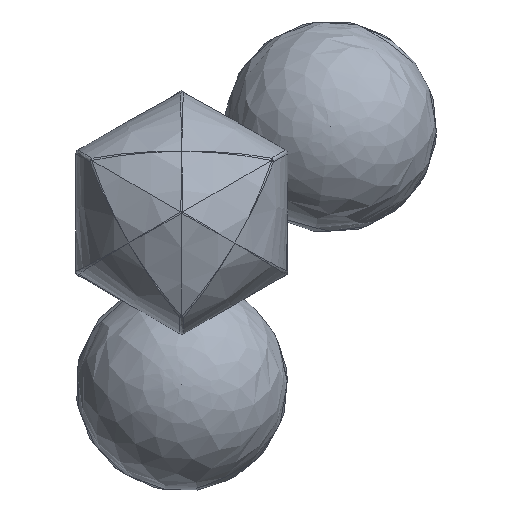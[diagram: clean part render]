
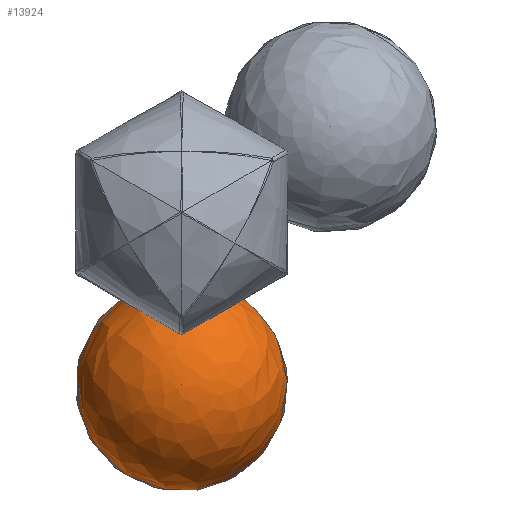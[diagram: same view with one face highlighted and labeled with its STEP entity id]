
A CAD part, top view. The second image highlights one B-rep face of the part: STEP entity #13924.
In plain terms, the highlighted free-form (B-spline) face has degree [2, 2] with [9, 5] control points.
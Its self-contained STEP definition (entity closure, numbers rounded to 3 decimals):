
#4230 = VERTEX_POINT('',#4231);
#4231 = CARTESIAN_POINT('',(0.,-128.868,
    -100.597));
#10254 = VERTEX_POINT('',#10255);
#10255 = CARTESIAN_POINT('',(0.,-128.868,
    100.597));
#12119 = EDGE_CURVE('',#4230,#12120,#12122,.T.);
#12120 = VERTEX_POINT('',#12121);
#12121 = CARTESIAN_POINT('',(-61.603,-93.301,
    0.));
#12122 = ( BOUNDED_CURVE() B_SPLINE_CURVE(2,(#12123,#12124,#12125),
.UNSPECIFIED.,.F.,.F.) B_SPLINE_CURVE_WITH_KNOTS((3,3),(199.471,
270.),.PIECEWISE_BEZIER_KNOTS.) CURVE() GEOMETRIC_REPRESENTATION_ITEM() 
RATIONAL_B_SPLINE_CURVE((1.,0.816,1.)) REPRESENTATION_ITEM('') 
  );
#12123 = CARTESIAN_POINT('',(0.,-128.868,
    -100.597));
#12124 = CARTESIAN_POINT('',(-61.603,-93.301,
    -75.447));
#12125 = CARTESIAN_POINT('',(-61.603,-93.301,
    0.));
#12127 = EDGE_CURVE('',#12120,#10254,#12128,.T.);
#12128 = ( BOUNDED_CURVE() B_SPLINE_CURVE(2,(#12129,#12130,#12131),
.UNSPECIFIED.,.F.,.F.) B_SPLINE_CURVE_WITH_KNOTS((3,3),(270.,
340.529),.PIECEWISE_BEZIER_KNOTS.) CURVE() 
GEOMETRIC_REPRESENTATION_ITEM() RATIONAL_B_SPLINE_CURVE((1.,
0.816,1.)) REPRESENTATION_ITEM('') );
#12129 = CARTESIAN_POINT('',(-61.603,-93.301,
    0.));
#12130 = CARTESIAN_POINT('',(-61.603,-93.301,
    75.447));
#12131 = CARTESIAN_POINT('',(0.,-128.868,
    100.597));
#13924 = ADVANCED_FACE('',(#13925),#13955,.T.);
#13925 = FACE_BOUND('',#13926,.T.);
#13926 = EDGE_LOOP('',(#13927,#13935,#13936,#13944,#13945,#13946,#13954)
  );
#13927 = ORIENTED_EDGE('',*,*,#13928,.T.);
#13928 = EDGE_CURVE('',#12120,#13929,#13931,.T.);
#13929 = VERTEX_POINT('',#13930);
#13930 = CARTESIAN_POINT('',(0.,-200.,123.205)
  );
#13931 = ( BOUNDED_CURVE() B_SPLINE_CURVE(2,(#13932,#13933,#13934),
.UNSPECIFIED.,.F.,.F.) B_SPLINE_CURVE_WITH_KNOTS((3,3),(0.5,1.),
.PIECEWISE_BEZIER_KNOTS.) CURVE() GEOMETRIC_REPRESENTATION_ITEM() 
RATIONAL_B_SPLINE_CURVE((1.,0.707,1.)) REPRESENTATION_ITEM('') 
  );
#13932 = CARTESIAN_POINT('',(-61.603,-93.301,
    0.));
#13933 = CARTESIAN_POINT('',(-61.603,-93.301,
    123.205));
#13934 = CARTESIAN_POINT('',(0.,-200.,123.205)
  );
#13935 = ORIENTED_EDGE('',*,*,#13928,.F.);
#13936 = ORIENTED_EDGE('',*,*,#13937,.F.);
#13937 = EDGE_CURVE('',#13938,#12120,#13940,.T.);
#13938 = VERTEX_POINT('',#13939);
#13939 = CARTESIAN_POINT('',(0.,-200.,-123.205)
  );
#13940 = ( BOUNDED_CURVE() B_SPLINE_CURVE(2,(#13941,#13942,#13943),
.UNSPECIFIED.,.F.,.F.) B_SPLINE_CURVE_WITH_KNOTS((3,3),(0.,0.5),
.PIECEWISE_BEZIER_KNOTS.) CURVE() GEOMETRIC_REPRESENTATION_ITEM() 
RATIONAL_B_SPLINE_CURVE((1.,0.707,1.)) REPRESENTATION_ITEM('') 
  );
#13941 = CARTESIAN_POINT('',(0.,-200.,-123.205)
  );
#13942 = CARTESIAN_POINT('',(-61.603,-93.301,
    -123.205));
#13943 = CARTESIAN_POINT('',(-61.603,-93.301,
    0.));
#13944 = ORIENTED_EDGE('',*,*,#13937,.T.);
#13945 = ORIENTED_EDGE('',*,*,#12119,.F.);
#13946 = ORIENTED_EDGE('',*,*,#13947,.T.);
#13947 = EDGE_CURVE('',#4230,#10254,#13948,.T.);
#13948 = ( BOUNDED_CURVE() B_SPLINE_CURVE(2,(#13949,#13950,#13951,#13952
,#13953),.UNSPECIFIED.,.F.,.F.) B_SPLINE_CURVE_WITH_KNOTS((3,2,3),(
199.471,270.,340.529),.PIECEWISE_BEZIER_KNOTS.) CURVE() 
GEOMETRIC_REPRESENTATION_ITEM() RATIONAL_B_SPLINE_CURVE((1.,
0.816,1.,0.816,1.)) REPRESENTATION_ITEM('') );
#13949 = CARTESIAN_POINT('',(0.,-128.868,
    -100.597));
#13950 = CARTESIAN_POINT('',(61.603,-93.301,
    -75.447));
#13951 = CARTESIAN_POINT('',(61.603,-93.301,
    0.));
#13952 = CARTESIAN_POINT('',(61.603,-93.301,
    75.447));
#13953 = CARTESIAN_POINT('',(0.,-128.868,
    100.597));
#13954 = ORIENTED_EDGE('',*,*,#12127,.F.);
#13955 = ( BOUNDED_SURFACE() B_SPLINE_SURFACE(2,2,(
    (#13956,#13957,#13958,#13959,#13960)
    ,(#13961,#13962,#13963,#13964,#13965)
    ,(#13966,#13967,#13968,#13969,#13970)
    ,(#13971,#13972,#13973,#13974,#13975)
    ,(#13976,#13977,#13978,#13979,#13980)
    ,(#13981,#13982,#13983,#13984,#13985)
    ,(#13986,#13987,#13988,#13989,#13990)
    ,(#13991,#13992,#13993,#13994,#13995)
    ,(#13996,#13997,#13998,#13999,#14000
)),.UNSPECIFIED.,.T.,.F.,.F.) B_SPLINE_SURFACE_WITH_KNOTS((1,2,2,2,2,2,1
    ),(3,2,3),(-0.25,0.,0.25,0.5,0.75,1.,1.25),(0.,0.5,1.),
.UNSPECIFIED.) GEOMETRIC_REPRESENTATION_ITEM() RATIONAL_B_SPLINE_SURFACE
((
    (1.,0.707,1.,0.707,1.)
    ,(0.707,0.5,0.707,0.5,0.707)
    ,(1.,0.707,1.,0.707,1.)
    ,(0.707,0.5,0.707,0.5,0.707)
    ,(1.,0.707,1.,0.707,1.)
    ,(0.707,0.5,0.707,0.5,0.707)
    ,(1.,0.707,1.,0.707,1.)
    ,(0.707,0.5,0.707,0.5,0.707)
,(1.,0.707,1.,0.707,1.
))) REPRESENTATION_ITEM('') SURFACE() );
#13956 = CARTESIAN_POINT('',(0.,-200.,123.205)
  );
#13957 = CARTESIAN_POINT('',(-61.603,-93.301,
    123.205));
#13958 = CARTESIAN_POINT('',(-61.603,-93.301,
    0.));
#13959 = CARTESIAN_POINT('',(-61.603,-93.301,
    -123.205));
#13960 = CARTESIAN_POINT('',(0.,-200.,-123.205)
  );
#13961 = CARTESIAN_POINT('',(0.,-200.,123.205)
  );
#13962 = CARTESIAN_POINT('',(45.096,-31.699,
    123.205));
#13963 = CARTESIAN_POINT('',(45.096,-31.699,
    0.));
#13964 = CARTESIAN_POINT('',(45.096,-31.699,
    -123.205));
#13965 = CARTESIAN_POINT('',(0.,-200.,-123.205)
  );
#13966 = CARTESIAN_POINT('',(0.,-200.,123.205)
  );
#13967 = CARTESIAN_POINT('',(106.699,-138.397,
    123.205));
#13968 = CARTESIAN_POINT('',(106.699,-138.397,
    0.));
#13969 = CARTESIAN_POINT('',(106.699,-138.397,
    -123.205));
#13970 = CARTESIAN_POINT('',(0.,-200.,-123.205)
  );
#13971 = CARTESIAN_POINT('',(0.,-200.,123.205)
  );
#13972 = CARTESIAN_POINT('',(168.301,-245.096,
    123.205));
#13973 = CARTESIAN_POINT('',(168.301,-245.096,
    0.));
#13974 = CARTESIAN_POINT('',(168.301,-245.096,
    -123.205));
#13975 = CARTESIAN_POINT('',(0.,-200.,-123.205)
  );
#13976 = CARTESIAN_POINT('',(0.,-200.,123.205)
  );
#13977 = CARTESIAN_POINT('',(61.603,-306.699,
    123.205));
#13978 = CARTESIAN_POINT('',(61.603,-306.699,
    0.));
#13979 = CARTESIAN_POINT('',(61.603,-306.699,
    -123.205));
#13980 = CARTESIAN_POINT('',(0.,-200.,-123.205)
  );
#13981 = CARTESIAN_POINT('',(0.,-200.,123.205)
  );
#13982 = CARTESIAN_POINT('',(-45.096,-368.301,
    123.205));
#13983 = CARTESIAN_POINT('',(-45.096,-368.301,
    0.));
#13984 = CARTESIAN_POINT('',(-45.096,-368.301,
    -123.205));
#13985 = CARTESIAN_POINT('',(0.,-200.,-123.205)
  );
#13986 = CARTESIAN_POINT('',(0.,-200.,123.205)
  );
#13987 = CARTESIAN_POINT('',(-106.699,-261.603,
    123.205));
#13988 = CARTESIAN_POINT('',(-106.699,-261.603,
    0.));
#13989 = CARTESIAN_POINT('',(-106.699,-261.603,
    -123.205));
#13990 = CARTESIAN_POINT('',(0.,-200.,-123.205)
  );
#13991 = CARTESIAN_POINT('',(0.,-200.,123.205)
  );
#13992 = CARTESIAN_POINT('',(-168.301,-154.904,
    123.205));
#13993 = CARTESIAN_POINT('',(-168.301,-154.904,
    0.));
#13994 = CARTESIAN_POINT('',(-168.301,-154.904,
    -123.205));
#13995 = CARTESIAN_POINT('',(0.,-200.,-123.205)
  );
#13996 = CARTESIAN_POINT('',(0.,-200.,123.205)
  );
#13997 = CARTESIAN_POINT('',(-61.603,-93.301,
    123.205));
#13998 = CARTESIAN_POINT('',(-61.603,-93.301,
    0.));
#13999 = CARTESIAN_POINT('',(-61.603,-93.301,
    -123.205));
#14000 = CARTESIAN_POINT('',(0.,-200.,-123.205)
  );
